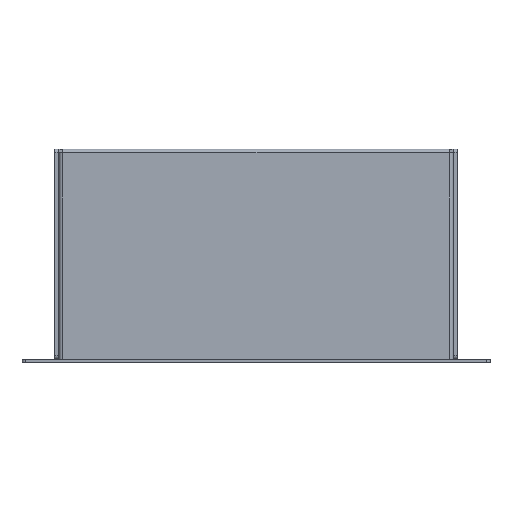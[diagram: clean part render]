
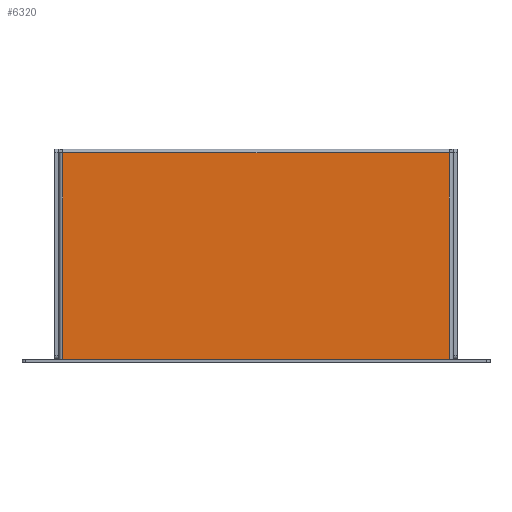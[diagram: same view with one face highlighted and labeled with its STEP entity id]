
A CAD part, front view. The second image highlights one B-rep face of the part: STEP entity #6320.
In plain terms, the highlighted planar face has unit normal (0, -1, 0).
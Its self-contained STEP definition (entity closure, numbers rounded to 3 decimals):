
#493=PLANE('',#6796);
#689=FACE_OUTER_BOUND('',#1027,.T.);
#1027=EDGE_LOOP('',(#4611,#4612,#4613,#4614));
#1494=LINE('',#9131,#2069);
#1500=LINE('',#9151,#2075);
#1509=LINE('',#9179,#2084);
#1515=LINE('',#9194,#2090);
#2069=VECTOR('',#7499,10.);
#2075=VECTOR('',#7525,10.);
#2084=VECTOR('',#7560,10.);
#2090=VECTOR('',#7576,10.);
#2898=VERTEX_POINT('',#9128);
#2899=VERTEX_POINT('',#9130);
#2902=VERTEX_POINT('',#9148);
#2903=VERTEX_POINT('',#9150);
#3554=EDGE_CURVE('',#2899,#2898,#1494,.T.);
#3564=EDGE_CURVE('',#2903,#2902,#1500,.T.);
#3578=EDGE_CURVE('',#2902,#2899,#1509,.T.);
#3586=EDGE_CURVE('',#2903,#2898,#1515,.T.);
#4611=ORIENTED_EDGE('',*,*,#3554,.T.);
#4612=ORIENTED_EDGE('',*,*,#3586,.F.);
#4613=ORIENTED_EDGE('',*,*,#3564,.T.);
#4614=ORIENTED_EDGE('',*,*,#3578,.T.);
#6320=ADVANCED_FACE('',(#689),#493,.F.);
#6796=AXIS2_PLACEMENT_3D('',#9193,#7574,#7575);
#7499=DIRECTION('',(0.,0.,-1.));
#7525=DIRECTION('',(0.,0.,1.));
#7560=DIRECTION('',(-1.,0.,0.));
#7574=DIRECTION('center_axis',(0.,1.,0.));
#7575=DIRECTION('ref_axis',(0.,0.,1.));
#7576=DIRECTION('',(-1.,0.,0.));
#9128=CARTESIAN_POINT('',(-58.9,0.,-32.));
#9130=CARTESIAN_POINT('',(-58.9,0.,30.9));
#9131=CARTESIAN_POINT('',(-58.9,0.,15.45));
#9148=CARTESIAN_POINT('',(58.9,0.,30.9));
#9150=CARTESIAN_POINT('',(58.9,0.,-32.));
#9151=CARTESIAN_POINT('',(58.9,0.,-16.));
#9179=CARTESIAN_POINT('',(30.,0.,30.9));
#9193=CARTESIAN_POINT('Origin',(0.,0.,0.));
#9194=CARTESIAN_POINT('',(60.,0.,-32.));
